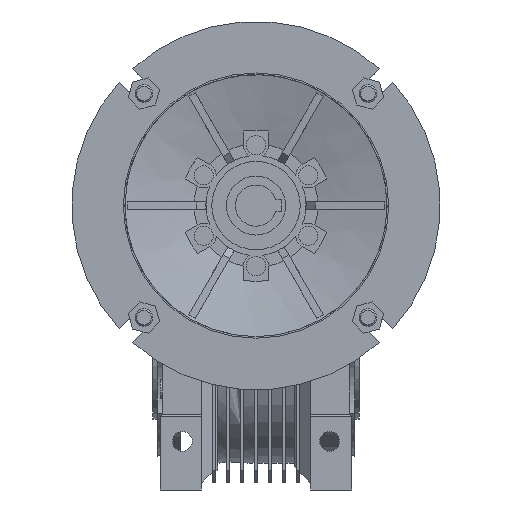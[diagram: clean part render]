
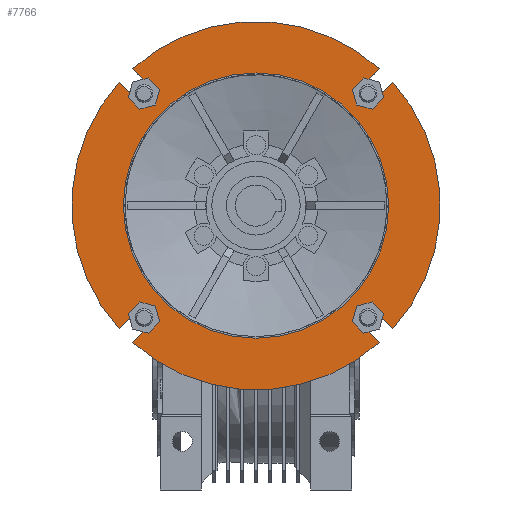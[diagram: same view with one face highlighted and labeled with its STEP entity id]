
A CAD part, front view. The second image highlights one B-rep face of the part: STEP entity #7766.
In plain terms, the highlighted face is planar.
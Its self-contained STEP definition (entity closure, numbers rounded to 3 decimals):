
#7766=ADVANCED_FACE('',(#15157,#15159),#15161,.T.);
#15157=FACE_BOUND('',#15158,.T.);
#15158=EDGE_LOOP('',(#20517,#20518,#20519,#20520,#20521,#20522,#20523,#20524,#20525,
#20526,#20527,#20528,#20529,#20530,#20531,#20532));
#15159=FACE_BOUND('',#15160,.T.);
#15160=EDGE_LOOP('',(#20533));
#15161=PLANE('',#15162);
#15162=AXIS2_PLACEMENT_3D('',#15163,#15164,#15165);
#15163=CARTESIAN_POINT('',(31.5,30.,0.));
#15164=DIRECTION('',(1.,0.,-0.));
#15165=DIRECTION('',(-0.,0.,-1.));
#20517=ORIENTED_EDGE('',*,*,#23383,.T.);
#20518=ORIENTED_EDGE('',*,*,#23384,.T.);
#20519=ORIENTED_EDGE('',*,*,#23385,.T.);
#20520=ORIENTED_EDGE('',*,*,#23386,.F.);
#20521=ORIENTED_EDGE('',*,*,#23387,.T.);
#20522=ORIENTED_EDGE('',*,*,#23388,.T.);
#20523=ORIENTED_EDGE('',*,*,#23389,.T.);
#20524=ORIENTED_EDGE('',*,*,#23390,.F.);
#20525=ORIENTED_EDGE('',*,*,#23391,.T.);
#20526=ORIENTED_EDGE('',*,*,#23392,.T.);
#20527=ORIENTED_EDGE('',*,*,#23393,.T.);
#20528=ORIENTED_EDGE('',*,*,#23394,.F.);
#20529=ORIENTED_EDGE('',*,*,#23379,.T.);
#20530=ORIENTED_EDGE('',*,*,#23382,.T.);
#20531=ORIENTED_EDGE('',*,*,#23395,.T.);
#20532=ORIENTED_EDGE('',*,*,#23396,.F.);
#20533=ORIENTED_EDGE('',*,*,#23397,.F.);
#23379=EDGE_CURVE('',#27445,#27443,#27446,.T.);
#23382=EDGE_CURVE('',#27443,#27448,#27450,.T.);
#23383=EDGE_CURVE('',#27451,#27452,#27453,.T.);
#23384=EDGE_CURVE('',#27452,#27454,#27455,.T.);
#23385=EDGE_CURVE('',#27454,#27456,#27457,.T.);
#23386=EDGE_CURVE('',#27458,#27456,#27459,.T.);
#23387=EDGE_CURVE('',#27458,#27460,#27461,.T.);
#23388=EDGE_CURVE('',#27460,#27462,#27463,.T.);
#23389=EDGE_CURVE('',#27462,#27464,#27465,.T.);
#23390=EDGE_CURVE('',#27466,#27464,#27467,.T.);
#23391=EDGE_CURVE('',#27466,#27468,#27469,.T.);
#23392=EDGE_CURVE('',#27468,#27470,#27471,.T.);
#23393=EDGE_CURVE('',#27470,#27472,#27473,.T.);
#23394=EDGE_CURVE('',#27445,#27472,#27474,.T.);
#23395=EDGE_CURVE('',#27448,#27475,#27476,.T.);
#23396=EDGE_CURVE('',#27451,#27475,#27477,.T.);
#23397=EDGE_CURVE('',#27478,#27478,#27479,.T.);
#27443=VERTEX_POINT('',#38857);
#27445=VERTEX_POINT('',#38861);
#27446=LINE('',#38862,#38863);
#27448=VERTEX_POINT('',#38868);
#27450=CIRCLE('',#38872,125.);
#27451=VERTEX_POINT('',#38876);
#27452=VERTEX_POINT('',#38877);
#27453=LINE('',#38878,#38879);
#27454=VERTEX_POINT('',#38881);
#27455=CIRCLE('',#38882,125.);
#27456=VERTEX_POINT('',#38886);
#27457=LINE('',#38887,#38888);
#27458=VERTEX_POINT('',#38890);
#27459=CIRCLE('',#38891,6.5);
#27460=VERTEX_POINT('',#38895);
#27461=LINE('',#38896,#38897);
#27462=VERTEX_POINT('',#38899);
#27463=CIRCLE('',#38900,125.);
#27464=VERTEX_POINT('',#38904);
#27465=LINE('',#38905,#38906);
#27466=VERTEX_POINT('',#38908);
#27467=CIRCLE('',#38909,6.5);
#27468=VERTEX_POINT('',#38913);
#27469=LINE('',#38914,#38915);
#27470=VERTEX_POINT('',#38917);
#27471=CIRCLE('',#38918,125.);
#27472=VERTEX_POINT('',#38922);
#27473=LINE('',#38923,#38924);
#27474=CIRCLE('',#38926,6.5);
#27475=VERTEX_POINT('',#38930);
#27476=LINE('',#38931,#38932);
#27477=CIRCLE('',#38934,6.5);
#27478=VERTEX_POINT('',#38938);
#27479=CIRCLE('',#38939,90.);
#38857=CARTESIAN_POINT('',(31.5,-83.673,-92.865));
#38861=CARTESIAN_POINT('',(31.5,-71.418,-80.61));
#38862=CARTESIAN_POINT('',(31.5,-71.418,-80.61));
#38863=VECTOR('',#38864,1.);
#38864=DIRECTION('',(0.,-0.707,-0.707));
#38868=CARTESIAN_POINT('',(31.5,83.673,-92.865));
#38872=AXIS2_PLACEMENT_3D('',#38873,#38874,#38875);
#38873=CARTESIAN_POINT('',(31.5,0.,0.));
#38874=DIRECTION('',(1.,-0.,0.));
#38875=DIRECTION('',(0.,-0.669,-0.743));
#38876=CARTESIAN_POINT('',(31.5,80.61,-71.418));
#38877=CARTESIAN_POINT('',(31.5,92.865,-83.673));
#38878=CARTESIAN_POINT('',(31.5,80.61,-71.418));
#38879=VECTOR('',#38880,1.);
#38880=DIRECTION('',(0.,0.707,-0.707));
#38881=CARTESIAN_POINT('',(31.5,92.865,83.673));
#38882=AXIS2_PLACEMENT_3D('',#38883,#38884,#38885);
#38883=CARTESIAN_POINT('',(31.5,0.,0.));
#38884=DIRECTION('',(1.,-0.,0.));
#38885=DIRECTION('',(0.,0.743,-0.669));
#38886=CARTESIAN_POINT('',(31.5,80.61,71.418));
#38887=CARTESIAN_POINT('',(31.5,92.865,83.673));
#38888=VECTOR('',#38889,1.);
#38889=DIRECTION('',(0.,-0.707,-0.707));
#38890=CARTESIAN_POINT('',(31.5,71.418,80.61));
#38891=AXIS2_PLACEMENT_3D('',#38892,#38893,#38894);
#38892=CARTESIAN_POINT('',(31.5,76.014,76.014));
#38893=DIRECTION('',(1.,0.,-0.));
#38894=DIRECTION('',(0.,-0.707,0.707));
#38895=CARTESIAN_POINT('',(31.5,83.673,92.865));
#38896=CARTESIAN_POINT('',(31.5,71.418,80.61));
#38897=VECTOR('',#38898,1.);
#38898=DIRECTION('',(0.,0.707,0.707));
#38899=CARTESIAN_POINT('',(31.5,-83.673,92.865));
#38900=AXIS2_PLACEMENT_3D('',#38901,#38902,#38903);
#38901=CARTESIAN_POINT('',(31.5,0.,0.));
#38902=DIRECTION('',(1.,0.,-0.));
#38903=DIRECTION('',(0.,0.669,0.743));
#38904=CARTESIAN_POINT('',(31.5,-71.418,80.61));
#38905=CARTESIAN_POINT('',(31.5,-83.673,92.865));
#38906=VECTOR('',#38907,1.);
#38907=DIRECTION('',(0.,0.707,-0.707));
#38908=CARTESIAN_POINT('',(31.5,-80.61,71.418));
#38909=AXIS2_PLACEMENT_3D('',#38910,#38911,#38912);
#38910=CARTESIAN_POINT('',(31.5,-76.014,76.014));
#38911=DIRECTION('',(1.,-0.,0.));
#38912=DIRECTION('',(0.,-0.707,-0.707));
#38913=CARTESIAN_POINT('',(31.5,-92.865,83.673));
#38914=CARTESIAN_POINT('',(31.5,-80.61,71.418));
#38915=VECTOR('',#38916,1.);
#38916=DIRECTION('',(0.,-0.707,0.707));
#38917=CARTESIAN_POINT('',(31.5,-92.865,-83.673));
#38918=AXIS2_PLACEMENT_3D('',#38919,#38920,#38921);
#38919=CARTESIAN_POINT('',(31.5,0.,0.));
#38920=DIRECTION('',(1.,0.,-0.));
#38921=DIRECTION('',(0.,-0.743,0.669));
#38922=CARTESIAN_POINT('',(31.5,-80.61,-71.418));
#38923=CARTESIAN_POINT('',(31.5,-92.865,-83.673));
#38924=VECTOR('',#38925,1.);
#38925=DIRECTION('',(0.,0.707,0.707));
#38926=AXIS2_PLACEMENT_3D('',#38927,#38928,#38929);
#38927=CARTESIAN_POINT('',(31.5,-76.014,-76.014));
#38928=DIRECTION('',(1.,-0.,0.));
#38929=DIRECTION('',(0.,0.707,-0.707));
#38930=CARTESIAN_POINT('',(31.5,71.418,-80.61));
#38931=CARTESIAN_POINT('',(31.5,83.673,-92.865));
#38932=VECTOR('',#38933,1.);
#38933=DIRECTION('',(0.,-0.707,0.707));
#38934=AXIS2_PLACEMENT_3D('',#38935,#38936,#38937);
#38935=CARTESIAN_POINT('',(31.5,76.014,-76.014));
#38936=DIRECTION('',(1.,0.,-0.));
#38937=DIRECTION('',(0.,0.707,0.707));
#38938=CARTESIAN_POINT('',(31.5,0.,-90.));
#38939=AXIS2_PLACEMENT_3D('',#38940,#38941,#38942);
#38940=CARTESIAN_POINT('',(31.5,0.,0.));
#38941=DIRECTION('',(1.,0.,-0.));
#38942=DIRECTION('',(0.,0.,-1.));
